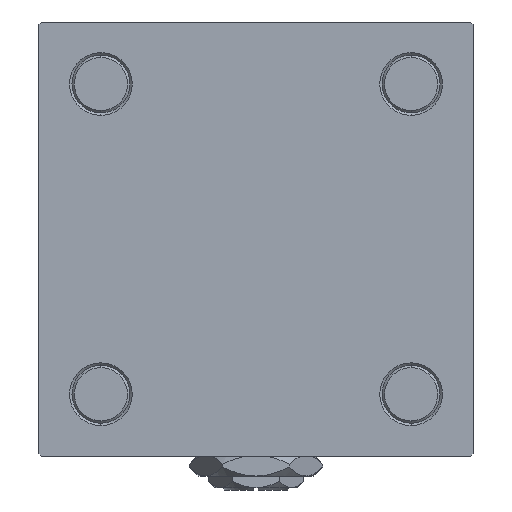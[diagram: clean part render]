
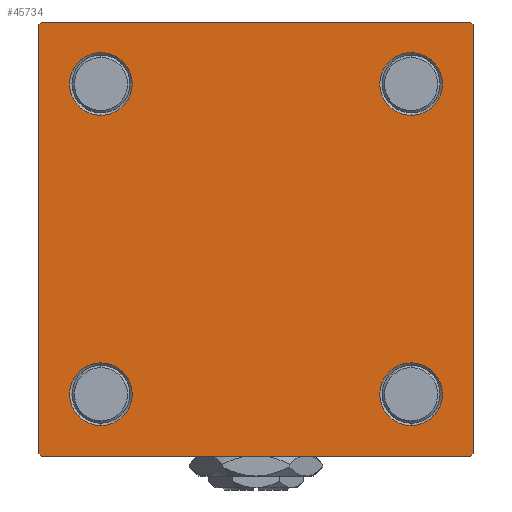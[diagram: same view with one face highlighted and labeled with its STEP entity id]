
A CAD part, left-side view. The second image highlights one B-rep face of the part: STEP entity #45734.
In plain terms, the highlighted planar face has unit normal (-1, 0, 0).
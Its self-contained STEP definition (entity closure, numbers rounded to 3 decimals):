
#236 = FACE_BOUND ( 'NONE', #29420, .T. ) ;
#310 = EDGE_LOOP ( 'NONE', ( #8745, #32398 ) ) ;
#834 = CARTESIAN_POINT ( 'NONE',  ( 0., 32.15, -32.15 ) ) ;
#1353 = DIRECTION ( 'NONE',  ( 0., 0.707, -0.707 ) ) ;
#1455 = CARTESIAN_POINT ( 'NONE',  ( 0., -32.15, -25.65 ) ) ;
#1940 = VERTEX_POINT ( 'NONE', #33273 ) ;
#2033 = CARTESIAN_POINT ( 'NONE',  ( 0., -44.75, 44.75 ) ) ;
#2360 = CARTESIAN_POINT ( 'NONE',  ( 0., 45., -45. ) ) ;
#2659 = DIRECTION ( 'NONE',  ( 0., 0., 1. ) ) ;
#3152 = EDGE_CURVE ( 'NONE', #5853, #20793, #45832, .T. ) ;
#3578 = ORIENTED_EDGE ( 'NONE', *, *, #3813, .T. ) ;
#3813 = EDGE_CURVE ( 'NONE', #36870, #16096, #25691, .T. ) ;
#4156 = DIRECTION ( 'NONE',  ( 0., 0., -1. ) ) ;
#5849 = VECTOR ( 'NONE', #6221, 1000. ) ;
#5853 = VERTEX_POINT ( 'NONE', #19848 ) ;
#6011 = AXIS2_PLACEMENT_3D ( 'NONE', #27864, #11869, #24168 ) ;
#6221 = DIRECTION ( 'NONE',  ( 0., 0.707, 0.707 ) ) ;
#6875 = DIRECTION ( 'NONE',  ( 1., 0., 0. ) ) ;
#6968 = PLANE ( 'NONE',  #26168 ) ;
#7582 = LINE ( 'NONE', #8617, #40742 ) ;
#8349 = FACE_BOUND ( 'NONE', #21041, .T. ) ;
#8617 = CARTESIAN_POINT ( 'NONE',  ( 0., 45., 45. ) ) ;
#8745 = ORIENTED_EDGE ( 'NONE', *, *, #32329, .T. ) ;
#8749 = ORIENTED_EDGE ( 'NONE', *, *, #40643, .T. ) ;
#8941 = ORIENTED_EDGE ( 'NONE', *, *, #15941, .T. ) ;
#9438 = CARTESIAN_POINT ( 'NONE',  ( 0., 44.5, -45. ) ) ;
#9588 = VERTEX_POINT ( 'NONE', #42161 ) ;
#10111 = VERTEX_POINT ( 'NONE', #40053 ) ;
#10383 = CARTESIAN_POINT ( 'NONE',  ( 0., -45., -44.5 ) ) ;
#10555 = DIRECTION ( 'NONE',  ( 0., 0., 1. ) ) ;
#11265 = DIRECTION ( 'NONE',  ( 0., -0.707, -0.707 ) ) ;
#11869 = DIRECTION ( 'NONE',  ( 1., 0., 0. ) ) ;
#11994 = AXIS2_PLACEMENT_3D ( 'NONE', #39294, #48454, #29557 ) ;
#12025 = DIRECTION ( 'NONE',  ( 1., 0., 0. ) ) ;
#12138 = CIRCLE ( 'NONE', #40587, 6.5 ) ;
#12153 = ORIENTED_EDGE ( 'NONE', *, *, #30848, .T. ) ;
#13196 = DIRECTION ( 'NONE',  ( 1., 0., 0. ) ) ;
#14160 = EDGE_CURVE ( 'NONE', #25351, #18786, #12138, .T. ) ;
#14213 = EDGE_LOOP ( 'NONE', ( #40165, #40035 ) ) ;
#15941 = EDGE_CURVE ( 'NONE', #34486, #9588, #36742, .T. ) ;
#15993 = VERTEX_POINT ( 'NONE', #20492 ) ;
#16096 = VERTEX_POINT ( 'NONE', #46182 ) ;
#16586 = ORIENTED_EDGE ( 'NONE', *, *, #34417, .F. ) ;
#16776 = LINE ( 'NONE', #25921, #43461 ) ;
#18786 = VERTEX_POINT ( 'NONE', #33660 ) ;
#19848 = CARTESIAN_POINT ( 'NONE',  ( 0., -45., 44.5 ) ) ;
#20089 = EDGE_CURVE ( 'NONE', #1940, #10111, #44174, .T. ) ;
#20492 = CARTESIAN_POINT ( 'NONE',  ( 0., 32.15, 38.65 ) ) ;
#20793 = VERTEX_POINT ( 'NONE', #21300 ) ;
#20998 = CARTESIAN_POINT ( 'NONE',  ( 0., 44.75, 44.75 ) ) ;
#21041 = EDGE_LOOP ( 'NONE', ( #49140, #39512 ) ) ;
#21191 = CIRCLE ( 'NONE', #11994, 6.5 ) ;
#21300 = CARTESIAN_POINT ( 'NONE',  ( 0., -44.5, 45. ) ) ;
#21560 = AXIS2_PLACEMENT_3D ( 'NONE', #22574, #34383, #2659 ) ;
#21889 = CARTESIAN_POINT ( 'NONE',  ( 0., -32.15, -38.65 ) ) ;
#22549 = CIRCLE ( 'NONE', #46046, 6.5 ) ;
#22574 = CARTESIAN_POINT ( 'NONE',  ( 0., 32.15, -32.15 ) ) ;
#23158 = EDGE_CURVE ( 'NONE', #5853, #47122, #16776, .T. ) ;
#23758 = VECTOR ( 'NONE', #11265, 1000. ) ;
#24076 = LINE ( 'NONE', #31173, #23758 ) ;
#24168 = DIRECTION ( 'NONE',  ( 0., 0., 1. ) ) ;
#24209 = DIRECTION ( 'NONE',  ( 0., 0., 1. ) ) ;
#24640 = CIRCLE ( 'NONE', #38067, 6.5 ) ;
#24747 = EDGE_CURVE ( 'NONE', #18786, #25351, #49383, .T. ) ;
#25351 = VERTEX_POINT ( 'NONE', #25762 ) ;
#25601 = VECTOR ( 'NONE', #1353, 1000. ) ;
#25691 = LINE ( 'NONE', #2360, #46879 ) ;
#25762 = CARTESIAN_POINT ( 'NONE',  ( 0., -32.15, 25.65 ) ) ;
#25857 = EDGE_CURVE ( 'NONE', #16096, #47122, #51130, .T. ) ;
#25921 = CARTESIAN_POINT ( 'NONE',  ( 0., -45., 45. ) ) ;
#25979 = AXIS2_PLACEMENT_3D ( 'NONE', #834, #31765, #40433 ) ;
#26168 = AXIS2_PLACEMENT_3D ( 'NONE', #26876, #51283, #27665 ) ;
#26602 = DIRECTION ( 'NONE',  ( 0., 0., 1. ) ) ;
#26720 = DIRECTION ( 'NONE',  ( 0., -0.707, 0.707 ) ) ;
#26736 = AXIS2_PLACEMENT_3D ( 'NONE', #50923, #6875, #10555 ) ;
#26876 = CARTESIAN_POINT ( 'NONE',  ( 0., 0., 0. ) ) ;
#27329 = VECTOR ( 'NONE', #48224, 1000. ) ;
#27665 = DIRECTION ( 'NONE',  ( 0., 0., 1. ) ) ;
#27763 = CARTESIAN_POINT ( 'NONE',  ( 0., 44.5, 45. ) ) ;
#27864 = CARTESIAN_POINT ( 'NONE',  ( 0., -32.15, -32.15 ) ) ;
#29420 = EDGE_LOOP ( 'NONE', ( #37320, #8749 ) ) ;
#29557 = DIRECTION ( 'NONE',  ( 0., 0., 1. ) ) ;
#30054 = VERTEX_POINT ( 'NONE', #41376 ) ;
#30137 = DIRECTION ( 'NONE',  ( 0., -1., 0. ) ) ;
#30848 = EDGE_CURVE ( 'NONE', #30054, #36870, #24076, .T. ) ;
#31173 = CARTESIAN_POINT ( 'NONE',  ( 0., 44.75, -44.75 ) ) ;
#31657 = VERTEX_POINT ( 'NONE', #45594 ) ;
#31684 = LINE ( 'NONE', #47705, #27329 ) ;
#31765 = DIRECTION ( 'NONE',  ( 1., 0., 0. ) ) ;
#31829 = VECTOR ( 'NONE', #26720, 1000. ) ;
#32329 = EDGE_CURVE ( 'NONE', #15993, #31657, #24640, .T. ) ;
#32398 = ORIENTED_EDGE ( 'NONE', *, *, #51036, .T. ) ;
#32697 = EDGE_LOOP ( 'NONE', ( #38621, #12153, #3578, #50576, #45177, #46947, #16586, #8941 ) ) ;
#33273 = CARTESIAN_POINT ( 'NONE',  ( 0., 32.15, -25.65 ) ) ;
#33281 = DIRECTION ( 'NONE',  ( 0., 0., -1. ) ) ;
#33660 = CARTESIAN_POINT ( 'NONE',  ( 0., -32.15, 38.65 ) ) ;
#34383 = DIRECTION ( 'NONE',  ( 1., 0., 0. ) ) ;
#34417 = EDGE_CURVE ( 'NONE', #34486, #20793, #31684, .T. ) ;
#34486 = VERTEX_POINT ( 'NONE', #27763 ) ;
#34537 = EDGE_CURVE ( 'NONE', #9588, #30054, #7582, .T. ) ;
#35267 = DIRECTION ( 'NONE',  ( 1., 0., 0. ) ) ;
#36403 = DIRECTION ( 'NONE',  ( 0., 0., 1. ) ) ;
#36742 = LINE ( 'NONE', #20998, #25601 ) ;
#36870 = VERTEX_POINT ( 'NONE', #9438 ) ;
#37180 = CARTESIAN_POINT ( 'NONE',  ( 0., -32.15, 32.15 ) ) ;
#37320 = ORIENTED_EDGE ( 'NONE', *, *, #20089, .T. ) ;
#38067 = AXIS2_PLACEMENT_3D ( 'NONE', #49137, #13196, #24209 ) ;
#38436 = EDGE_CURVE ( 'NONE', #44989, #45082, #22549, .T. ) ;
#38621 = ORIENTED_EDGE ( 'NONE', *, *, #34537, .T. ) ;
#39212 = FACE_OUTER_BOUND ( 'NONE', #32697, .T. ) ;
#39294 = CARTESIAN_POINT ( 'NONE',  ( 0., 32.15, 32.15 ) ) ;
#39512 = ORIENTED_EDGE ( 'NONE', *, *, #43631, .T. ) ;
#40035 = ORIENTED_EDGE ( 'NONE', *, *, #14160, .T. ) ;
#40053 = CARTESIAN_POINT ( 'NONE',  ( 0., 32.15, -38.65 ) ) ;
#40165 = ORIENTED_EDGE ( 'NONE', *, *, #24747, .T. ) ;
#40345 = FACE_BOUND ( 'NONE', #310, .T. ) ;
#40433 = DIRECTION ( 'NONE',  ( 0., 0., 1. ) ) ;
#40587 = AXIS2_PLACEMENT_3D ( 'NONE', #37180, #12025, #36403 ) ;
#40643 = EDGE_CURVE ( 'NONE', #10111, #1940, #48604, .T. ) ;
#40742 = VECTOR ( 'NONE', #4156, 1000. ) ;
#41199 = CIRCLE ( 'NONE', #6011, 6.5 ) ;
#41376 = CARTESIAN_POINT ( 'NONE',  ( 0., 45., -44.5 ) ) ;
#42124 = CARTESIAN_POINT ( 'NONE',  ( 0., -32.15, -32.15 ) ) ;
#42161 = CARTESIAN_POINT ( 'NONE',  ( 0., 45., 44.5 ) ) ;
#42498 = CARTESIAN_POINT ( 'NONE',  ( 0., -44.75, -44.75 ) ) ;
#43461 = VECTOR ( 'NONE', #33281, 1000. ) ;
#43631 = EDGE_CURVE ( 'NONE', #45082, #44989, #41199, .T. ) ;
#44174 = CIRCLE ( 'NONE', #21560, 6.5 ) ;
#44273 = FACE_BOUND ( 'NONE', #14213, .T. ) ;
#44989 = VERTEX_POINT ( 'NONE', #1455 ) ;
#45082 = VERTEX_POINT ( 'NONE', #21889 ) ;
#45177 = ORIENTED_EDGE ( 'NONE', *, *, #23158, .F. ) ;
#45594 = CARTESIAN_POINT ( 'NONE',  ( 0., 32.15, 25.65 ) ) ;
#45734 = ADVANCED_FACE ( 'NONE', ( #44273, #8349, #236, #40345, #39212 ), #6968, .T. ) ;
#45832 = LINE ( 'NONE', #2033, #5849 ) ;
#46046 = AXIS2_PLACEMENT_3D ( 'NONE', #42124, #35267, #26602 ) ;
#46182 = CARTESIAN_POINT ( 'NONE',  ( 0., -44.5, -45. ) ) ;
#46879 = VECTOR ( 'NONE', #30137, 1000. ) ;
#46947 = ORIENTED_EDGE ( 'NONE', *, *, #3152, .T. ) ;
#47122 = VERTEX_POINT ( 'NONE', #10383 ) ;
#47705 = CARTESIAN_POINT ( 'NONE',  ( 0., 45., 45. ) ) ;
#48224 = DIRECTION ( 'NONE',  ( 0., -1., 0. ) ) ;
#48454 = DIRECTION ( 'NONE',  ( 1., 0., 0. ) ) ;
#48604 = CIRCLE ( 'NONE', #25979, 6.5 ) ;
#49137 = CARTESIAN_POINT ( 'NONE',  ( 0., 32.15, 32.15 ) ) ;
#49140 = ORIENTED_EDGE ( 'NONE', *, *, #38436, .T. ) ;
#49383 = CIRCLE ( 'NONE', #26736, 6.5 ) ;
#50576 = ORIENTED_EDGE ( 'NONE', *, *, #25857, .T. ) ;
#50923 = CARTESIAN_POINT ( 'NONE',  ( 0., -32.15, 32.15 ) ) ;
#51036 = EDGE_CURVE ( 'NONE', #31657, #15993, #21191, .T. ) ;
#51130 = LINE ( 'NONE', #42498, #31829 ) ;
#51283 = DIRECTION ( 'NONE',  ( -1., 0., 0. ) ) ;
